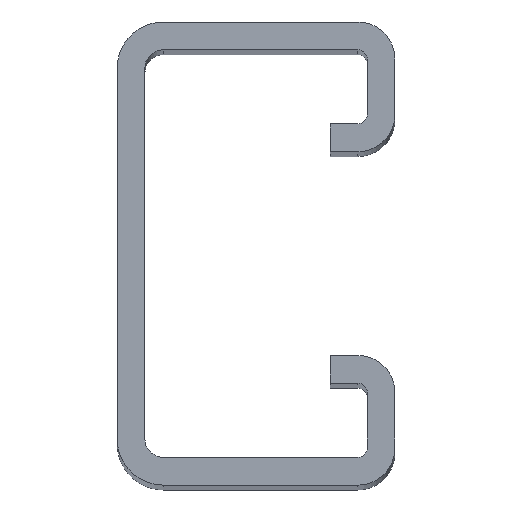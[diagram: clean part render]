
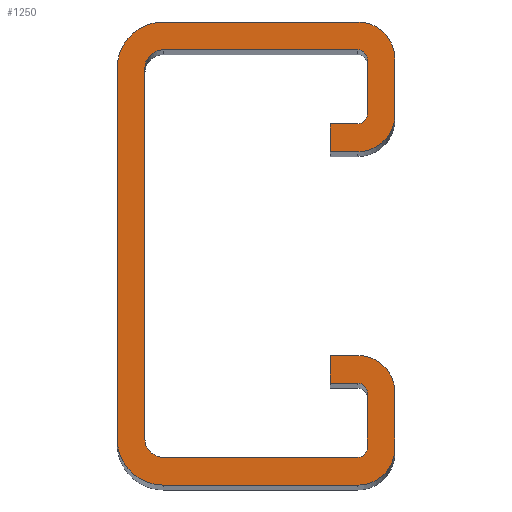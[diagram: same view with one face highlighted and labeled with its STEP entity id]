
A CAD part, top view. The second image highlights one B-rep face of the part: STEP entity #1250.
In plain terms, the highlighted planar face has unit normal (0, 0, 1).
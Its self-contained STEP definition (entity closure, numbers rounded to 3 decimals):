
#125=DIRECTION('',(1.,0.,0.));
#126=VECTOR('',#125,3.);
#127=CARTESIAN_POINT('',(23.,-11.,295.));
#128=LINE('',#127,#126);
#141=DIRECTION('',(0.,-1.,0.));
#142=VECTOR('',#141,6.);
#143=CARTESIAN_POINT('',(30.,-15.,295.));
#144=LINE('',#143,#142);
#153=DIRECTION('',(-1.,0.,0.));
#154=VECTOR('',#153,21.);
#155=CARTESIAN_POINT('',(26.,-25.,295.));
#156=LINE('',#155,#154);
#181=DIRECTION('',(0.,1.,0.));
#182=VECTOR('',#181,40.);
#183=CARTESIAN_POINT('',(0.,-20.,295.));
#184=LINE('',#183,#182);
#345=DIRECTION('',(0.,-1.,0.));
#346=VECTOR('',#345,6.);
#347=CARTESIAN_POINT('',(27.,-15.,295.));
#348=LINE('',#347,#346);
#349=CARTESIAN_POINT('',(26.,-15.,295.));
#350=DIRECTION('',(0.,0.,-1.));
#351=DIRECTION('',(0.,1.,0.));
#352=AXIS2_PLACEMENT_3D('',#349,#350,#351);
#354=DIRECTION('',(1.,0.,0.));
#355=VECTOR('',#354,3.);
#356=CARTESIAN_POINT('',(23.,-14.,295.));
#357=LINE('',#356,#355);
#358=DIRECTION('',(0.,-1.,0.));
#359=VECTOR('',#358,3.);
#360=CARTESIAN_POINT('',(23.,-11.,295.));
#361=LINE('',#360,#359);
#362=CARTESIAN_POINT('',(26.,-15.,295.));
#363=DIRECTION('',(0.,0.,1.));
#364=DIRECTION('',(1.,0.,0.));
#365=AXIS2_PLACEMENT_3D('',#362,#363,#364);
#367=CARTESIAN_POINT('',(26.,-21.,295.));
#368=DIRECTION('',(0.,0.,1.));
#369=DIRECTION('',(0.,-1.,0.));
#370=AXIS2_PLACEMENT_3D('',#367,#368,#369);
#372=CARTESIAN_POINT('',(5.,-20.,295.));
#373=DIRECTION('',(0.,0.,1.));
#374=DIRECTION('',(-1.,0.,0.));
#375=AXIS2_PLACEMENT_3D('',#372,#373,#374);
#377=CARTESIAN_POINT('',(5.,20.,295.));
#378=DIRECTION('',(0.,0.,1.));
#379=DIRECTION('',(0.,1.,0.));
#380=AXIS2_PLACEMENT_3D('',#377,#378,#379);
#382=CARTESIAN_POINT('',(26.,21.,295.));
#383=DIRECTION('',(0.,0.,1.));
#384=DIRECTION('',(1.,0.,0.));
#385=AXIS2_PLACEMENT_3D('',#382,#383,#384);
#387=CARTESIAN_POINT('',(26.,15.,295.));
#388=DIRECTION('',(0.,0.,1.));
#389=DIRECTION('',(0.,-1.,0.));
#390=AXIS2_PLACEMENT_3D('',#387,#388,#389);
#392=DIRECTION('',(0.,-1.,0.));
#393=VECTOR('',#392,3.);
#394=CARTESIAN_POINT('',(23.,14.,295.));
#395=LINE('',#394,#393);
#396=DIRECTION('',(-1.,0.,0.));
#397=VECTOR('',#396,3.);
#398=CARTESIAN_POINT('',(26.,14.,295.));
#399=LINE('',#398,#397);
#400=CARTESIAN_POINT('',(26.,15.,295.));
#401=DIRECTION('',(0.,0.,-1.));
#402=DIRECTION('',(1.,0.,0.));
#403=AXIS2_PLACEMENT_3D('',#400,#401,#402);
#405=DIRECTION('',(0.,-1.,0.));
#406=VECTOR('',#405,6.);
#407=CARTESIAN_POINT('',(27.,21.,295.));
#408=LINE('',#407,#406);
#409=CARTESIAN_POINT('',(26.,21.,295.));
#410=DIRECTION('',(0.,0.,-1.));
#411=DIRECTION('',(0.,1.,0.));
#412=AXIS2_PLACEMENT_3D('',#409,#410,#411);
#414=DIRECTION('',(1.,0.,0.));
#415=VECTOR('',#414,21.);
#416=CARTESIAN_POINT('',(5.,22.,295.));
#417=LINE('',#416,#415);
#418=CARTESIAN_POINT('',(5.,20.,295.));
#419=DIRECTION('',(0.,0.,-1.));
#420=DIRECTION('',(-1.,0.,0.));
#421=AXIS2_PLACEMENT_3D('',#418,#419,#420);
#423=DIRECTION('',(0.,1.,0.));
#424=VECTOR('',#423,40.);
#425=CARTESIAN_POINT('',(3.,-20.,295.));
#426=LINE('',#425,#424);
#427=CARTESIAN_POINT('',(5.,-20.,295.));
#428=DIRECTION('',(0.,0.,-1.));
#429=DIRECTION('',(0.,-1.,0.));
#430=AXIS2_PLACEMENT_3D('',#427,#428,#429);
#432=DIRECTION('',(-1.,0.,0.));
#433=VECTOR('',#432,21.);
#434=CARTESIAN_POINT('',(26.,-22.,295.));
#435=LINE('',#434,#433);
#436=CARTESIAN_POINT('',(26.,-21.,295.));
#437=DIRECTION('',(0.,0.,-1.));
#438=DIRECTION('',(1.,0.,0.));
#439=AXIS2_PLACEMENT_3D('',#436,#437,#438);
#449=DIRECTION('',(1.,0.,0.));
#450=VECTOR('',#449,21.);
#451=CARTESIAN_POINT('',(5.,25.,295.));
#452=LINE('',#451,#450);
#461=DIRECTION('',(0.,-1.,0.));
#462=VECTOR('',#461,6.);
#463=CARTESIAN_POINT('',(30.,21.,295.));
#464=LINE('',#463,#462);
#473=DIRECTION('',(-1.,0.,0.));
#474=VECTOR('',#473,3.);
#475=CARTESIAN_POINT('',(26.,11.,295.));
#476=LINE('',#475,#474);
#569=CARTESIAN_POINT('',(23.,-11.,295.));
#570=CARTESIAN_POINT('',(26.,-11.,295.));
#571=VERTEX_POINT('',#569);
#572=VERTEX_POINT('',#570);
#573=CARTESIAN_POINT('',(23.,-14.,295.));
#574=VERTEX_POINT('',#573);
#575=CARTESIAN_POINT('',(0.,-20.,295.));
#576=CARTESIAN_POINT('',(5.,-25.,295.));
#577=VERTEX_POINT('',#575);
#578=VERTEX_POINT('',#576);
#579=CARTESIAN_POINT('',(27.,15.,295.));
#580=CARTESIAN_POINT('',(26.,14.,295.));
#581=VERTEX_POINT('',#579);
#582=VERTEX_POINT('',#580);
#583=CARTESIAN_POINT('',(3.,20.,295.));
#584=CARTESIAN_POINT('',(5.,22.,295.));
#585=VERTEX_POINT('',#583);
#586=VERTEX_POINT('',#584);
#587=CARTESIAN_POINT('',(3.,-20.,295.));
#588=VERTEX_POINT('',#587);
#589=CARTESIAN_POINT('',(0.,20.,295.));
#590=VERTEX_POINT('',#589);
#591=CARTESIAN_POINT('',(26.,11.,295.));
#592=CARTESIAN_POINT('',(23.,11.,295.));
#593=VERTEX_POINT('',#591);
#594=VERTEX_POINT('',#592);
#595=CARTESIAN_POINT('',(23.,14.,295.));
#596=VERTEX_POINT('',#595);
#597=CARTESIAN_POINT('',(30.,21.,295.));
#598=CARTESIAN_POINT('',(26.,25.,295.));
#599=VERTEX_POINT('',#597);
#600=VERTEX_POINT('',#598);
#601=CARTESIAN_POINT('',(26.,22.,295.));
#602=CARTESIAN_POINT('',(27.,21.,295.));
#603=VERTEX_POINT('',#601);
#604=VERTEX_POINT('',#602);
#605=CARTESIAN_POINT('',(30.,15.,295.));
#606=VERTEX_POINT('',#605);
#607=CARTESIAN_POINT('',(5.,25.,295.));
#608=VERTEX_POINT('',#607);
#609=CARTESIAN_POINT('',(26.,-14.,295.));
#610=VERTEX_POINT('',#609);
#611=CARTESIAN_POINT('',(26.,-25.,295.));
#612=CARTESIAN_POINT('',(30.,-21.,295.));
#613=VERTEX_POINT('',#611);
#614=VERTEX_POINT('',#612);
#615=CARTESIAN_POINT('',(5.,-22.,295.));
#616=VERTEX_POINT('',#615);
#617=CARTESIAN_POINT('',(27.,-21.,295.));
#618=CARTESIAN_POINT('',(26.,-22.,295.));
#619=VERTEX_POINT('',#617);
#620=VERTEX_POINT('',#618);
#621=CARTESIAN_POINT('',(30.,-15.,295.));
#622=VERTEX_POINT('',#621);
#623=CARTESIAN_POINT('',(27.,-15.,295.));
#624=VERTEX_POINT('',#623);
#1203=CARTESIAN_POINT('',(26.,22.,295.));
#1204=DIRECTION('',(0.,0.,1.));
#1205=DIRECTION('',(1.,0.,0.));
#1206=AXIS2_PLACEMENT_3D('',#1203,#1204,#1205);
#1207=PLANE('',#1206);
#1208=ORIENTED_EDGE('',*,*,#831,.F.);
#1209=ORIENTED_EDGE('',*,*,#845,.F.);
#1210=ORIENTED_EDGE('',*,*,#859,.F.);
#1211=ORIENTED_EDGE('',*,*,#873,.F.);
#1212=ORIENTED_EDGE('',*,*,#887,.T.);
#1213=ORIENTED_EDGE('',*,*,#901,.F.);
#1214=ORIENTED_EDGE('',*,*,#915,.T.);
#1215=ORIENTED_EDGE('',*,*,#929,.F.);
#1216=ORIENTED_EDGE('',*,*,#943,.T.);
#1217=ORIENTED_EDGE('',*,*,#957,.F.);
#1218=ORIENTED_EDGE('',*,*,#971,.T.);
#1220=ORIENTED_EDGE('',*,*,#1219,.F.);
#1222=ORIENTED_EDGE('',*,*,#1221,.T.);
#1224=ORIENTED_EDGE('',*,*,#1223,.F.);
#1226=ORIENTED_EDGE('',*,*,#1225,.T.);
#1228=ORIENTED_EDGE('',*,*,#1227,.F.);
#1230=ORIENTED_EDGE('',*,*,#1229,.T.);
#1232=ORIENTED_EDGE('',*,*,#1231,.F.);
#1234=ORIENTED_EDGE('',*,*,#1233,.F.);
#1236=ORIENTED_EDGE('',*,*,#1235,.F.);
#1238=ORIENTED_EDGE('',*,*,#1237,.F.);
#1240=ORIENTED_EDGE('',*,*,#1239,.F.);
#1241=ORIENTED_EDGE('',*,*,#738,.F.);
#1243=ORIENTED_EDGE('',*,*,#1242,.F.);
#1244=ORIENTED_EDGE('',*,*,#1040,.F.);
#1245=ORIENTED_EDGE('',*,*,#1184,.F.);
#1246=ORIENTED_EDGE('',*,*,#1197,.F.);
#1247=ORIENTED_EDGE('',*,*,#816,.F.);
#1248=EDGE_LOOP('',(#1208,#1209,#1210,#1211,#1212,#1213,#1214,#1215,#1216,#1217,
#1218,#1220,#1222,#1224,#1226,#1228,#1230,#1232,#1234,#1236,#1238,#1240,#1241,
#1243,#1244,#1245,#1246,#1247));
#1249=FACE_OUTER_BOUND('',#1248,.F.);
#1250=ADVANCED_FACE('',(#1249),#1207,.T.);
#353=CIRCLE('',#352,1.);
#366=CIRCLE('',#365,4.);
#371=CIRCLE('',#370,4.);
#376=CIRCLE('',#375,5.);
#381=CIRCLE('',#380,5.);
#386=CIRCLE('',#385,4.);
#391=CIRCLE('',#390,4.);
#404=CIRCLE('',#403,1.);
#413=CIRCLE('',#412,1.);
#422=CIRCLE('',#421,2.);
#431=CIRCLE('',#430,2.);
#440=CIRCLE('',#439,1.);
#738=EDGE_CURVE('',#586,#603,#417,.T.);
#816=EDGE_CURVE('',#619,#620,#440,.T.);
#831=EDGE_CURVE('',#624,#619,#348,.T.);
#845=EDGE_CURVE('',#610,#624,#353,.T.);
#859=EDGE_CURVE('',#574,#610,#357,.T.);
#873=EDGE_CURVE('',#571,#574,#361,.T.);
#887=EDGE_CURVE('',#571,#572,#128,.T.);
#901=EDGE_CURVE('',#622,#572,#366,.T.);
#915=EDGE_CURVE('',#622,#614,#144,.T.);
#929=EDGE_CURVE('',#613,#614,#371,.T.);
#943=EDGE_CURVE('',#613,#578,#156,.T.);
#957=EDGE_CURVE('',#577,#578,#376,.T.);
#971=EDGE_CURVE('',#577,#590,#184,.T.);
#1040=EDGE_CURVE('',#588,#585,#426,.T.);
#1184=EDGE_CURVE('',#616,#588,#431,.T.);
#1197=EDGE_CURVE('',#620,#616,#435,.T.);
#1219=EDGE_CURVE('',#608,#590,#381,.T.);
#1221=EDGE_CURVE('',#608,#600,#452,.T.);
#1223=EDGE_CURVE('',#599,#600,#386,.T.);
#1225=EDGE_CURVE('',#599,#606,#464,.T.);
#1227=EDGE_CURVE('',#593,#606,#391,.T.);
#1229=EDGE_CURVE('',#593,#594,#476,.T.);
#1231=EDGE_CURVE('',#596,#594,#395,.T.);
#1233=EDGE_CURVE('',#582,#596,#399,.T.);
#1235=EDGE_CURVE('',#581,#582,#404,.T.);
#1237=EDGE_CURVE('',#604,#581,#408,.T.);
#1239=EDGE_CURVE('',#603,#604,#413,.T.);
#1242=EDGE_CURVE('',#585,#586,#422,.T.);
